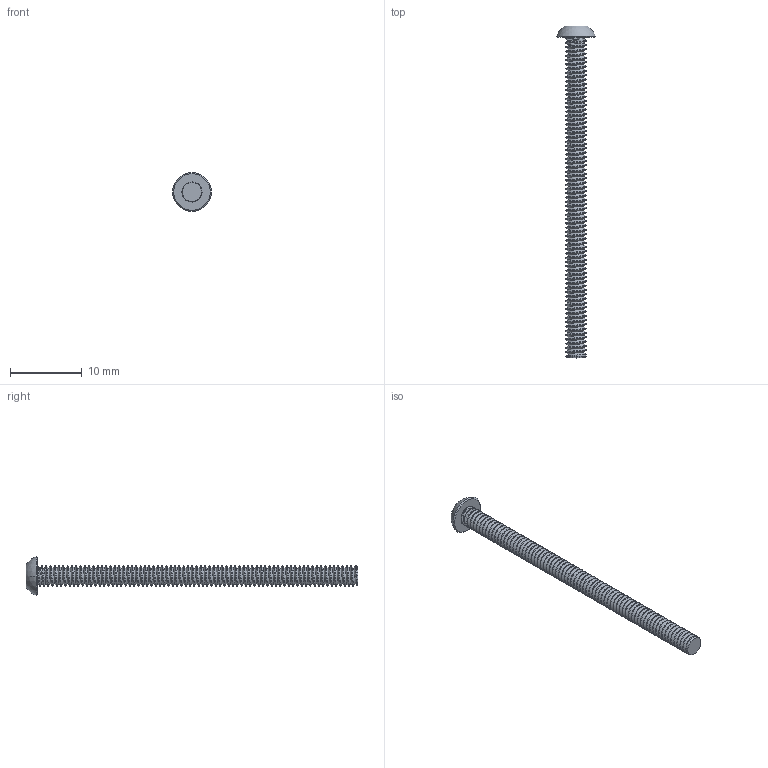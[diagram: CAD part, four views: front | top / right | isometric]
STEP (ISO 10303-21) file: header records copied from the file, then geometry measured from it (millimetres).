
FILE_DESCRIPTION (( 'STEP AP214' ), '1' );
FILE_NAME ('Bolt M3x45.STEP', '2021-06-04T11:05:53', ( '' ), ( '' ), 'SwSTEP 2.0', 'SolidWorks 2016', '' );
FILE_SCHEMA (( 'AUTOMOTIVE_DESIGN' ));
Length unit declared in the file: millimetre
Products named in the file (2): Bolt M3x45
Bounding box: 5.4 x 46.36 x 5.4 mm (x, y, z)
Volume: 252.2 mm3; surface area: 589.1 mm2
Topology: 1 solids, 1 shells, 169 faces, 493 edges, 329 vertices
Faces by surface type: cylinder 150, plane 11, cone 4, sphere 2, bspline 2
Entity records: 12728 total; most frequent: CARTESIAN_POINT 9101, ORIENTED_EDGE 984, DIRECTION 541, EDGE_CURVE 492, VERTEX_POINT 327, AXIS2_PLACEMENT_3D 183, VECTOR 175, LINE 175
